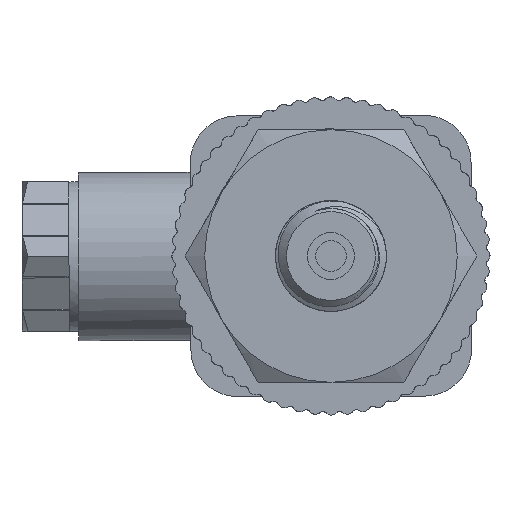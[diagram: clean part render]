
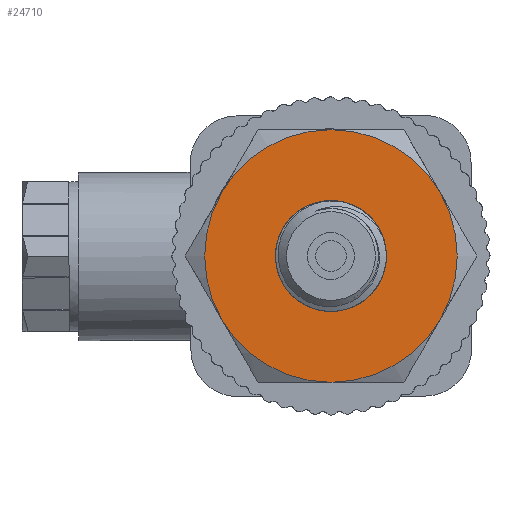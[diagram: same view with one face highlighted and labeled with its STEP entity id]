
A CAD part, left-side view. The second image highlights one B-rep face of the part: STEP entity #24710.
In plain terms, the highlighted planar face has unit normal (-1, 0, 0).
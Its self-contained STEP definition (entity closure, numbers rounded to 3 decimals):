
#299=PLANE('',#26002);
#1515=FACE_BOUND('',#3370,.T.);
#1977=FACE_OUTER_BOUND('',#3369,.T.);
#3369=EDGE_LOOP('',(#18450));
#3370=EDGE_LOOP('',(#18451));
#4592=CIRCLE('',#25985,5.9);
#4599=CIRCLE('',#26000,13.5);
#10823=VERTEX_POINT('',#45112);
#10828=VERTEX_POINT('',#45824);
#13676=EDGE_CURVE('',#10823,#10823,#4592,.T.);
#13688=EDGE_CURVE('',#10828,#10828,#4599,.T.);
#18450=ORIENTED_EDGE('',*,*,#13688,.F.);
#18451=ORIENTED_EDGE('',*,*,#13676,.T.);
#24710=ADVANCED_FACE('',(#1977,#1515),#299,.T.);
#25985=AXIS2_PLACEMENT_3D('',#45113,#27934,#27935);
#26000=AXIS2_PLACEMENT_3D('',#45826,#27968,#27969);
#26002=AXIS2_PLACEMENT_3D('',#45828,#27972,#27973);
#27934=DIRECTION('center_axis',(1.,0.,0.));
#27935=DIRECTION('ref_axis',(0.,0.,-1.));
#27968=DIRECTION('center_axis',(1.,0.,0.));
#27969=DIRECTION('ref_axis',(0.,0.,-1.));
#27972=DIRECTION('center_axis',(-1.,0.,0.));
#27973=DIRECTION('ref_axis',(0.,0.,1.));
#45112=CARTESIAN_POINT('',(-47.,0.,5.9));
#45113=CARTESIAN_POINT('Origin',(-47.,0.,0.));
#45824=CARTESIAN_POINT('',(-47.,-13.5,0.));
#45826=CARTESIAN_POINT('Origin',(-47.,0.,0.));
#45828=CARTESIAN_POINT('Origin',(-47.,13.5,0.));
